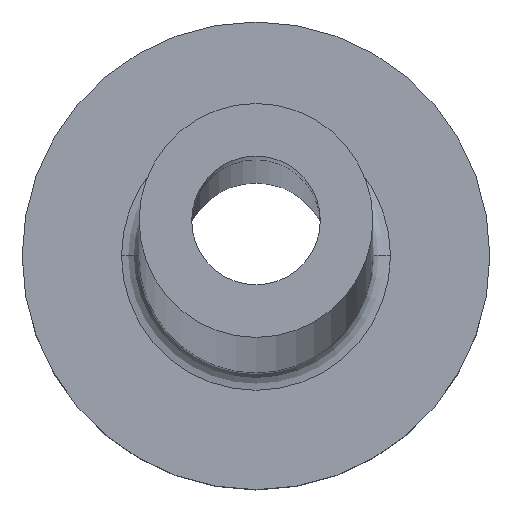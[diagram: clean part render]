
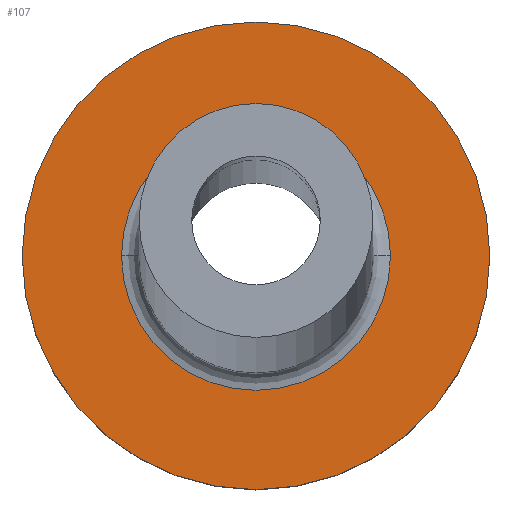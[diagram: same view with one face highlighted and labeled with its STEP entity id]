
A CAD part, top view. The second image highlights one B-rep face of the part: STEP entity #107.
In plain terms, the highlighted planar face has unit normal (0, 0, 1).
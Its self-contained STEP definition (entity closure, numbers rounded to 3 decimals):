
#12 = DIRECTION ( 'NONE',  ( 0., 0., -1. ) ) ;
#13 = VERTEX_POINT ( 'NONE', #118 ) ;
#37 = DIRECTION ( 'NONE',  ( 1., 0., 0. ) ) ;
#54 = DIRECTION ( 'NONE',  ( 1., 0., 0. ) ) ;
#58 = CIRCLE ( 'NONE', #151, 4. ) ;
#71 = ORIENTED_EDGE ( 'NONE', *, *, #196, .T. ) ;
#88 = ORIENTED_EDGE ( 'NONE', *, *, #237, .T. ) ;
#89 = DIRECTION ( 'NONE',  ( 0., 0., 1. ) ) ;
#102 = CARTESIAN_POINT ( 'NONE',  ( 0., 0., 3. ) ) ;
#104 = VERTEX_POINT ( 'NONE', #282 ) ;
#107 = ADVANCED_FACE ( 'NONE', ( #277, #456 ), #458, .T. ) ;
#118 = CARTESIAN_POINT ( 'NONE',  ( -4., 0., 3. ) ) ;
#139 = CARTESIAN_POINT ( 'NONE',  ( 0., 0., 3. ) ) ;
#141 = EDGE_LOOP ( 'NONE', ( #370, #88 ) ) ;
#144 = DIRECTION ( 'NONE',  ( 1., 0., 0. ) ) ;
#146 = CARTESIAN_POINT ( 'NONE',  ( 2.3, 0., 3. ) ) ;
#149 = AXIS2_PLACEMENT_3D ( 'NONE', #352, #386, #204 ) ;
#151 = AXIS2_PLACEMENT_3D ( 'NONE', #102, #251, #37 ) ;
#153 = DIRECTION ( 'NONE',  ( 1., 0., 0. ) ) ;
#196 = EDGE_CURVE ( 'NONE', #104, #13, #423, .T. ) ;
#204 = DIRECTION ( 'NONE',  ( 1., 0., 0. ) ) ;
#213 = CIRCLE ( 'NONE', #226, 2.3 ) ;
#226 = AXIS2_PLACEMENT_3D ( 'NONE', #139, #393, #153 ) ;
#237 = EDGE_CURVE ( 'NONE', #309, #341, #377, .T. ) ;
#251 = DIRECTION ( 'NONE',  ( 0., 0., 1. ) ) ;
#270 = CARTESIAN_POINT ( 'NONE',  ( 0., 0., 3. ) ) ;
#275 = AXIS2_PLACEMENT_3D ( 'NONE', #270, #89, #54 ) ;
#277 = FACE_BOUND ( 'NONE', #141, .T. ) ;
#282 = CARTESIAN_POINT ( 'NONE',  ( 4., 0., 3. ) ) ;
#288 = ORIENTED_EDGE ( 'NONE', *, *, #355, .T. ) ;
#309 = VERTEX_POINT ( 'NONE', #316 ) ;
#316 = CARTESIAN_POINT ( 'NONE',  ( -2.3, 0., 3. ) ) ;
#327 = CARTESIAN_POINT ( 'NONE',  ( 0., 0., 3. ) ) ;
#341 = VERTEX_POINT ( 'NONE', #146 ) ;
#342 = EDGE_CURVE ( 'NONE', #341, #309, #213, .T. ) ;
#352 = CARTESIAN_POINT ( 'NONE',  ( 0., 0., 3. ) ) ;
#353 = AXIS2_PLACEMENT_3D ( 'NONE', #327, #12, #144 ) ;
#355 = EDGE_CURVE ( 'NONE', #13, #104, #58, .T. ) ;
#370 = ORIENTED_EDGE ( 'NONE', *, *, #342, .T. ) ;
#377 = CIRCLE ( 'NONE', #353, 2.3 ) ;
#386 = DIRECTION ( 'NONE',  ( 0., 0., 1. ) ) ;
#393 = DIRECTION ( 'NONE',  ( 0., 0., -1. ) ) ;
#417 = EDGE_LOOP ( 'NONE', ( #288, #71 ) ) ;
#423 = CIRCLE ( 'NONE', #275, 4. ) ;
#456 = FACE_OUTER_BOUND ( 'NONE', #417, .T. ) ;
#458 = PLANE ( 'NONE',  #149 ) ;
